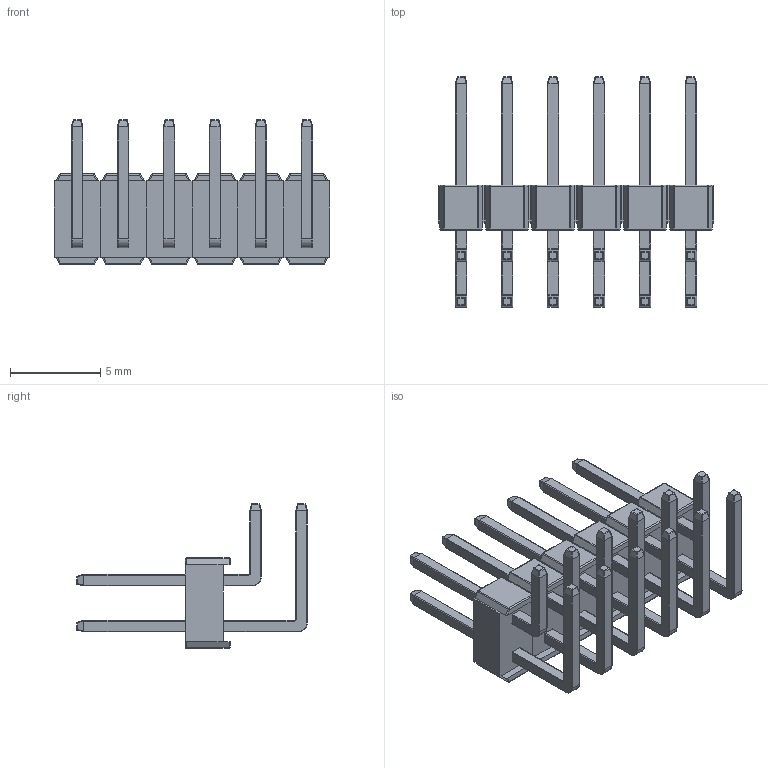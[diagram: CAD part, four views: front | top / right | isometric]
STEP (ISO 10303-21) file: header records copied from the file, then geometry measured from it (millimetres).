
FILE_DESCRIPTION (( 'STEP AP214' ), '1' );
FILE_NAME ('PH2RA-12-UA.STEP', '2019-04-17T14:19:25', ( '' ), ( '' ), 'SwSTEP 2.0', 'SolidWorks 2014', '' );
FILE_SCHEMA (( 'AUTOMOTIVE_DESIGN' ));
Length unit declared in the file: millimetre
Products named in the file (1): PH2RA-12-UA
Bounding box: 15.24 x 12.76 x 8 mm (x, y, z)
Volume: 229.7 mm3; surface area: 911.1 mm2
Topology: 30 solids, 30 shells, 1236 faces, 2952 edges, 1680 vertices
Faces by surface type: cylinder 576, plane 420, torus 96, sphere 96, bspline 48
Entity records: 35219 total; most frequent: CARTESIAN_POINT 7885, ORIENTED_EDGE 5712, DIRECTION 5690, EDGE_CURVE 2856, AXIS2_PLACEMENT_3D 2077, VERTEX_POINT 1680, LINE 1536, VECTOR 1536
